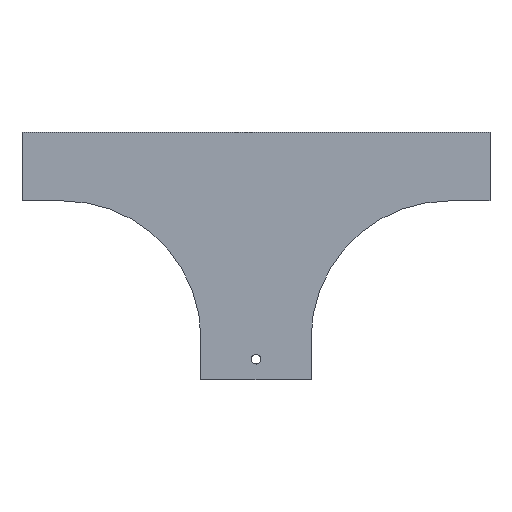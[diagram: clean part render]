
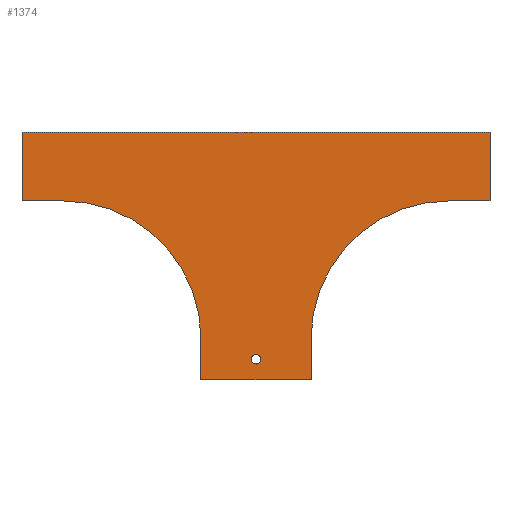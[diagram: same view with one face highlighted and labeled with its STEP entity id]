
A CAD part, front view. The second image highlights one B-rep face of the part: STEP entity #1374.
In plain terms, the highlighted planar face has unit normal (0, -1, 0).
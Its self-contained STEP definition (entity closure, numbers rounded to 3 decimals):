
#46 = EDGE_CURVE ( 'NONE', #1298, #1312, #945, .T. ) ;
#48 = EDGE_CURVE ( 'NONE', #1312, #1343, #955, .T. ) ;
#62 = EDGE_CURVE ( 'NONE', #1343, #1330, #465, .T. ) ;
#64 = EDGE_CURVE ( 'NONE', #309, #309, #467, .T. ) ;
#83 = AXIS2_PLACEMENT_3D ( 'NONE', #405, #430, #425 ) ;
#98 = AXIS2_PLACEMENT_3D ( 'NONE', #1135, #1134, #1131 ) ;
#105 = AXIS2_PLACEMENT_3D ( 'NONE', #1148, #1144, #1143 ) ;
#160 = AXIS2_PLACEMENT_3D ( 'NONE', #1761, #1766, #1767 ) ;
#203 = DIRECTION ( 'NONE',  ( -1., 0., 0. ) ) ;
#208 = CARTESIAN_POINT ( 'NONE',  ( 170., 0., -50. ) ) ;
#284 = EDGE_LOOP ( 'NONE', ( #1350, #1349, #1348, #1347, #1346, #1345, #1033, #1064, #840, #1119 ) ) ;
#288 = EDGE_LOOP ( 'NONE', ( #1351 ) ) ;
#309 = VERTEX_POINT ( 'NONE', #1836 ) ;
#371 = DIRECTION ( 'NONE',  ( 0., 0., 1. ) ) ;
#378 = CARTESIAN_POINT ( 'NONE',  ( -40., 0., -180. ) ) ;
#405 = CARTESIAN_POINT ( 'NONE',  ( 140., 0., -150. ) ) ;
#425 = DIRECTION ( 'NONE',  ( 0., 0., 1. ) ) ;
#430 = DIRECTION ( 'NONE',  ( 0., -1., 0. ) ) ;
#465 = LINE ( 'NONE', #1151, #466 ) ;
#466 = VECTOR ( 'NONE', #1142, 1000. ) ;
#467 = CIRCLE ( 'NONE', #98, 3.5 ) ;
#619 = CARTESIAN_POINT ( 'NONE',  ( -170., 0., 0. ) ) ;
#626 = DIRECTION ( 'NONE',  ( -1., 0., 0. ) ) ;
#628 = DIRECTION ( 'NONE',  ( 1., 0., 0. ) ) ;
#629 = CARTESIAN_POINT ( 'NONE',  ( 40., 0., -180. ) ) ;
#633 = DIRECTION ( 'NONE',  ( 0., 0., -1. ) ) ;
#635 = CARTESIAN_POINT ( 'NONE',  ( 170., 0., 0. ) ) ;
#648 = CARTESIAN_POINT ( 'NONE',  ( 40., 0., -180. ) ) ;
#657 = DIRECTION ( 'NONE',  ( 0., 0., -1. ) ) ;
#662 = DIRECTION ( 'NONE',  ( 0., 0., 1. ) ) ;
#665 = CARTESIAN_POINT ( 'NONE',  ( -170., 0., 0. ) ) ;
#778 = EDGE_CURVE ( 'NONE', #1273, #1288, #1435, .T. ) ;
#788 = EDGE_CURVE ( 'NONE', #1296, #1273, #1454, .T. ) ;
#799 = EDGE_CURVE ( 'NONE', #1330, #1253, #1469, .T. ) ;
#808 = EDGE_CURVE ( 'NONE', #1253, #1320, #1483, .T. ) ;
#812 = EDGE_CURVE ( 'NONE', #1288, #1263, #1488, .T. ) ;
#813 = EDGE_CURVE ( 'NONE', #1320, #1296, #1489, .T. ) ;
#815 = EDGE_CURVE ( 'NONE', #1263, #1298, #1493, .T. ) ;
#840 = ORIENTED_EDGE ( 'NONE', *, *, #813, .F. ) ;
#945 = LINE ( 'NONE', #378, #954 ) ;
#954 = VECTOR ( 'NONE', #371, 1000. ) ;
#955 = CIRCLE ( 'NONE', #105, 100. ) ;
#1033 = ORIENTED_EDGE ( 'NONE', *, *, #778, .F. ) ;
#1064 = ORIENTED_EDGE ( 'NONE', *, *, #788, .F. ) ;
#1119 = ORIENTED_EDGE ( 'NONE', *, *, #808, .F. ) ;
#1131 = DIRECTION ( 'NONE',  ( 0., 0., -1. ) ) ;
#1134 = DIRECTION ( 'NONE',  ( 0., 1., 0. ) ) ;
#1135 = CARTESIAN_POINT ( 'NONE',  ( 0., 0., -165. ) ) ;
#1142 = DIRECTION ( 'NONE',  ( -1., 0., 0. ) ) ;
#1143 = DIRECTION ( 'NONE',  ( 0., 0., -1. ) ) ;
#1144 = DIRECTION ( 'NONE',  ( 0., -1., 0. ) ) ;
#1148 = CARTESIAN_POINT ( 'NONE',  ( -140., 0., -150. ) ) ;
#1151 = CARTESIAN_POINT ( 'NONE',  ( -170., 0., -50. ) ) ;
#1253 = VERTEX_POINT ( 'NONE', #1628 ) ;
#1263 = VERTEX_POINT ( 'NONE', #1638 ) ;
#1273 = VERTEX_POINT ( 'NONE', #1648 ) ;
#1288 = VERTEX_POINT ( 'NONE', #1663 ) ;
#1296 = VERTEX_POINT ( 'NONE', #1671 ) ;
#1298 = VERTEX_POINT ( 'NONE', #1673 ) ;
#1312 = VERTEX_POINT ( 'NONE', #1687 ) ;
#1320 = VERTEX_POINT ( 'NONE', #1695 ) ;
#1330 = VERTEX_POINT ( 'NONE', #1705 ) ;
#1343 = VERTEX_POINT ( 'NONE', #1718 ) ;
#1345 = ORIENTED_EDGE ( 'NONE', *, *, #812, .F. ) ;
#1346 = ORIENTED_EDGE ( 'NONE', *, *, #815, .F. ) ;
#1347 = ORIENTED_EDGE ( 'NONE', *, *, #46, .F. ) ;
#1348 = ORIENTED_EDGE ( 'NONE', *, *, #48, .F. ) ;
#1349 = ORIENTED_EDGE ( 'NONE', *, *, #62, .F. ) ;
#1350 = ORIENTED_EDGE ( 'NONE', *, *, #799, .F. ) ;
#1351 = ORIENTED_EDGE ( 'NONE', *, *, #64, .T. ) ;
#1374 = ADVANCED_FACE ( 'NONE', ( #1538, #1543 ), #1762, .T. ) ;
#1435 = CIRCLE ( 'NONE', #83, 100. ) ;
#1454 = LINE ( 'NONE', #208, #1456 ) ;
#1456 = VECTOR ( 'NONE', #203, 1000. ) ;
#1469 = LINE ( 'NONE', #665, #1471 ) ;
#1471 = VECTOR ( 'NONE', #662, 1000. ) ;
#1483 = LINE ( 'NONE', #619, #1485 ) ;
#1485 = VECTOR ( 'NONE', #628, 1000. ) ;
#1488 = LINE ( 'NONE', #648, #1490 ) ;
#1489 = LINE ( 'NONE', #635, #1492 ) ;
#1490 = VECTOR ( 'NONE', #657, 1000. ) ;
#1492 = VECTOR ( 'NONE', #633, 1000. ) ;
#1493 = LINE ( 'NONE', #629, #1496 ) ;
#1496 = VECTOR ( 'NONE', #626, 1000. ) ;
#1538 = FACE_BOUND ( 'NONE', #288, .T. ) ;
#1543 = FACE_OUTER_BOUND ( 'NONE', #284, .T. ) ;
#1628 = CARTESIAN_POINT ( 'NONE',  ( -170., 0., 0. ) ) ;
#1638 = CARTESIAN_POINT ( 'NONE',  ( 40., 0., -180. ) ) ;
#1648 = CARTESIAN_POINT ( 'NONE',  ( 140., 0., -50. ) ) ;
#1663 = CARTESIAN_POINT ( 'NONE',  ( 40., 0., -150. ) ) ;
#1671 = CARTESIAN_POINT ( 'NONE',  ( 170., 0., -50. ) ) ;
#1673 = CARTESIAN_POINT ( 'NONE',  ( -40., 0., -180. ) ) ;
#1687 = CARTESIAN_POINT ( 'NONE',  ( -40., 0., -150. ) ) ;
#1695 = CARTESIAN_POINT ( 'NONE',  ( 170., 0., 0. ) ) ;
#1705 = CARTESIAN_POINT ( 'NONE',  ( -170., 0., -50. ) ) ;
#1718 = CARTESIAN_POINT ( 'NONE',  ( -140., 0., -50. ) ) ;
#1761 = CARTESIAN_POINT ( 'NONE',  ( -140., 0., -150. ) ) ;
#1762 = PLANE ( 'NONE',  #160 ) ;
#1766 = DIRECTION ( 'NONE',  ( 0., -1., 0. ) ) ;
#1767 = DIRECTION ( 'NONE',  ( 0., 0., -1. ) ) ;
#1836 = CARTESIAN_POINT ( 'NONE',  ( 0., 0., -168.5 ) ) ;
